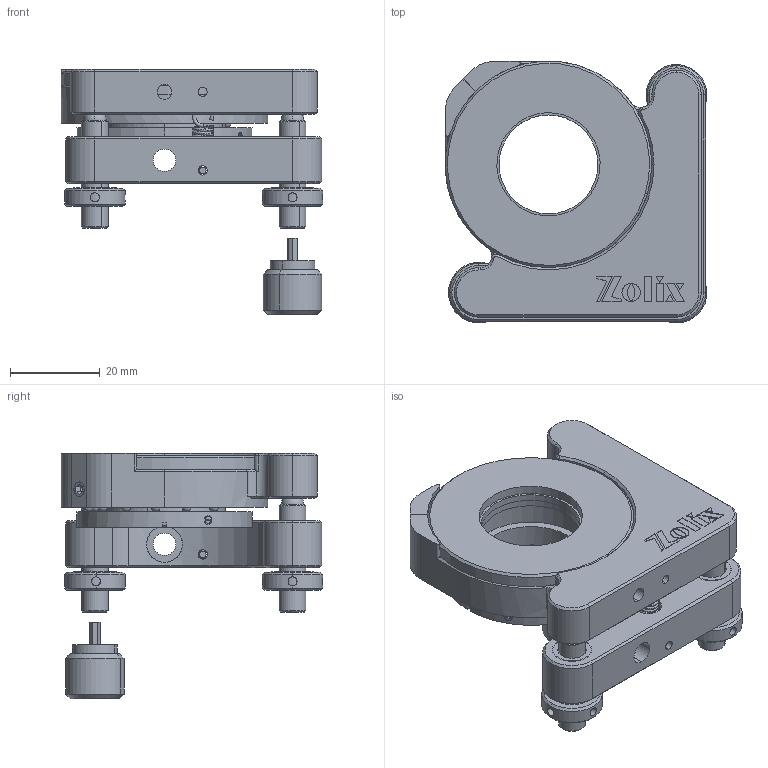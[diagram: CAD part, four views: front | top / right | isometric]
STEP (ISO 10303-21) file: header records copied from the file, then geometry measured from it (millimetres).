
FILE_DESCRIPTION (( 'STEP AP203' ), '1' );
FILE_NAME ('NMPO25.4-3A.STEP', '2019-11-19T06:57:14', ( '' ), ( '' ), 'SwSTEP 2.0', 'SolidWorks 2016', '' );
FILE_SCHEMA (( 'CONFIG_CONTROL_DESIGN' ));
Length unit declared in the file: millimetre
Products named in the file (1): NMPO25.4-3A
Bounding box: 58.25 x 58.25 x 54.6 mm (x, y, z)
Surface area: 24190.7 mm2 (no closed solid volume)
Topology: 0 solids, 53 shells, 488 faces, 1579 edges, 1104 vertices
Faces by surface type: plane 197, cylinder 144, cone 105, sphere 24, bspline 12, torus 6
Entity records: 23410 total; most frequent: CARTESIAN_POINT 9785, DIRECTION 2887, ORIENTED_EDGE 2508, EDGE_CURVE 1515, VERTEX_POINT 1068, AXIS2_PLACEMENT_3D 1024, LINE 839, VECTOR 839
